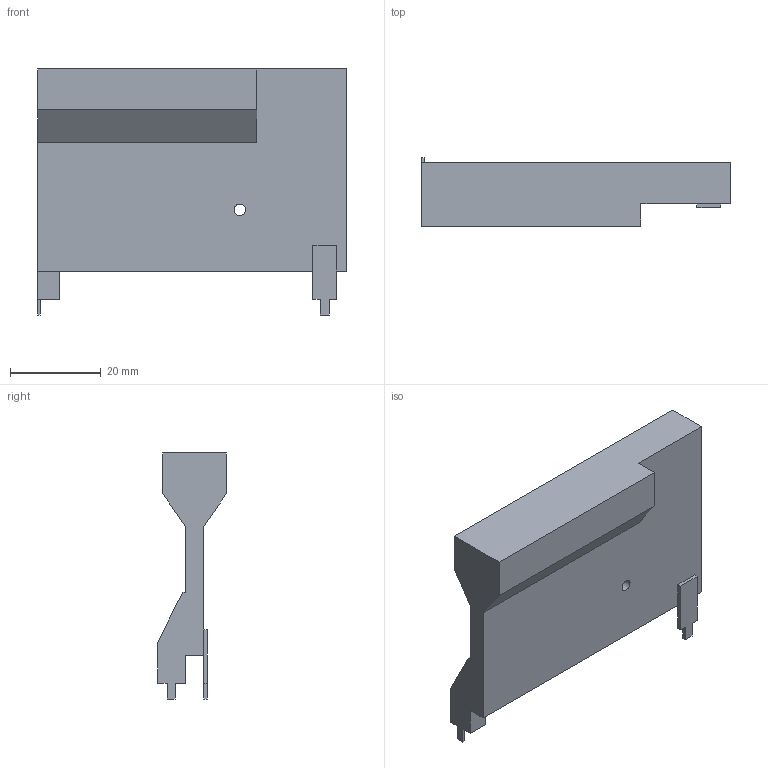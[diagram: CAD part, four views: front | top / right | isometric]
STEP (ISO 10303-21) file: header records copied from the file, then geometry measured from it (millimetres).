
FILE_DESCRIPTION(('FreeCAD Model'),'2;1');
FILE_NAME('Open CASCADE Shape Model','2021-12-11T13:37:56',( 'kicad StepUp'),('ksu MCAD'),'Open CASCADE STEP processor 7.5', 'FreeCAD','Unknown');
FILE_SCHEMA(('AUTOMOTIVE_DESIGN { 1 0 10303 214 1 1 1 1 }'));
Length unit declared in the file: millimetre
Products named in the file (1): random_psu_heatsink
Bounding box: 68 x 15.15 x 54.15 mm (x, y, z)
Volume: 19564.4 mm3; surface area: 8374.1 mm2
Topology: 1 solids, 1 shells, 34 faces, 92 edges, 60 vertices
Faces by surface type: plane 33, cylinder 1
Full cylindrical faces by diameter (mm): 2.5 x1
Entity records: 1072 total; most frequent: CARTESIAN_POINT 187, ORIENTED_EDGE 184, DIRECTION 164, EDGE_CURVE 92, LINE 90, VECTOR 90, VERTEX_POINT 60, AXIS2_PLACEMENT_3D 37
